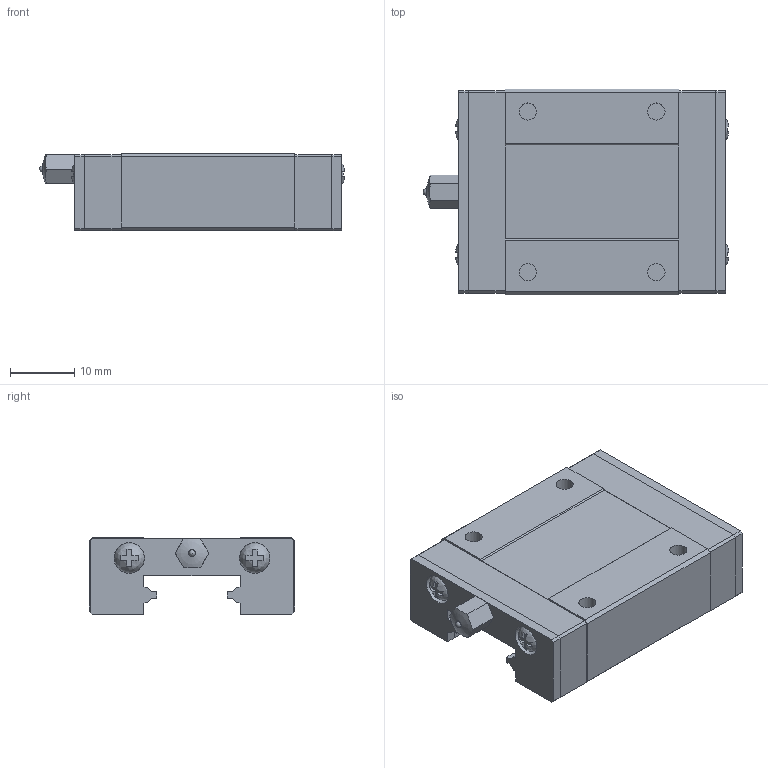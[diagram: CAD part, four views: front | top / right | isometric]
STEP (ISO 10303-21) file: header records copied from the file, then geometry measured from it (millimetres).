
FILE_DESCRIPTION(/* description */ (''),/* implementation_level */ '2;1');
FILE_NAME(/* name */ 'MGN15C-carriage v2.stp',/* time_stamp */ '2016-05-20T11:58:17+02:00',/* author */ (''),/* organization */ (''),/* preprocessor_version */ 'ST-DEVELOPER v16.5',/* originating_system */ 'Autodesk Translation Framework v5.0.0.3310',/* authorisation */ '');
FILE_SCHEMA (('AUTOMOTIVE_DESIGN { 1 0 10303 214 3 1 1 }'));
Length unit declared in the file: centimetre
Products named in the file (6): MGN15C-carriage v2; Component1; Component2; Component3; Component4; Component5
Assembly tree (9 placements, depth 2):
  MGN15C-carriage v2
    Component1
    Component2
    Component3  x2
    Component4  x4
    Component5
Bounding box: 47.49 x 32 x 12.1 mm (x, y, z)
Volume: 11714.1 mm3; surface area: 7507.5 mm2
Topology: 10 solids, 10 shells, 198 faces, 517 edges, 346 vertices
Faces by surface type: plane 167, cylinder 25, bspline 5, sphere 1
Full cylindrical faces by diameter (mm): 2.671 x4, 2.828 x2, 3 x1, 4.75 x4
Entity records: 4010 total; most frequent: CARTESIAN_POINT 878, ORIENTED_EDGE 610, DIRECTION 606, EDGE_CURVE 305, LINE 244, VECTOR 244, VERTEX_POINT 209, AXIS2_PLACEMENT_3D 181
